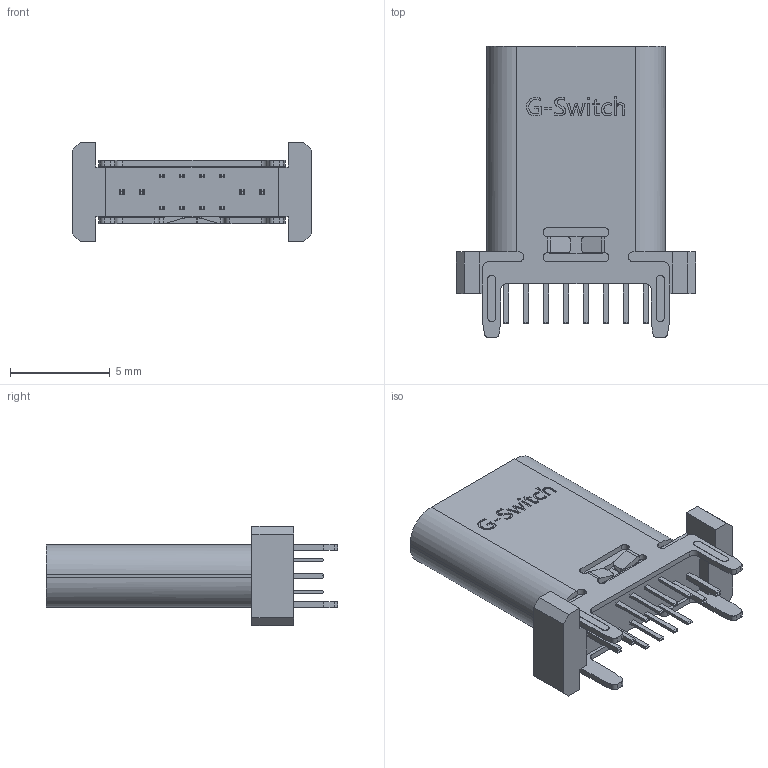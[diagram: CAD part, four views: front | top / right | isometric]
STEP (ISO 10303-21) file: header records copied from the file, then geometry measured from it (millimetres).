
FILE_DESCRIPTION (( 'STEP AP203' ), '1' );
FILE_NAME ('GT-USB-7038D.STEP', '2023-03-13T01:23:56', ( '' ), ( '' ), 'SwSTEP 2.0', 'SolidWorks 2021', '' );
FILE_SCHEMA (( 'CONFIG_CONTROL_DESIGN' ));
Length unit declared in the file: millimetre
Products named in the file (1): GT-USB-7038D
Bounding box: 12 x 14.6 x 5 mm (x, y, z)
Volume: 268.7 mm3; surface area: 856.5 mm2
Topology: 1 solids, 1 shells, 588 faces, 1660 edges, 1096 vertices
Faces by surface type: plane 416, cylinder 118, bspline 46, cone 8
Entity records: 21097 total; most frequent: CARTESIAN_POINT 5929, ORIENTED_EDGE 3320, DIRECTION 2860, EDGE_CURVE 1660, LINE 1282, VECTOR 1282, VERTEX_POINT 1096, AXIS2_PLACEMENT_3D 789
